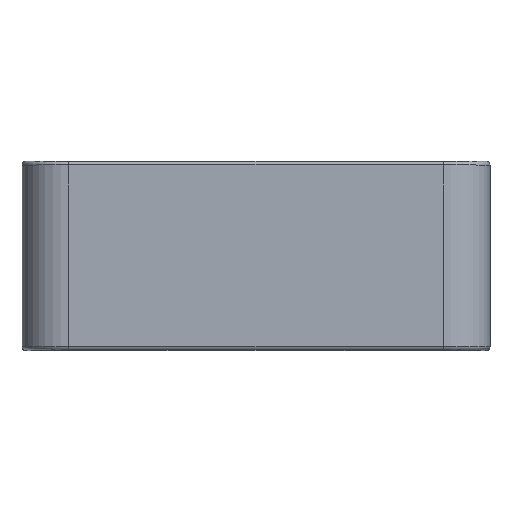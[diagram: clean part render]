
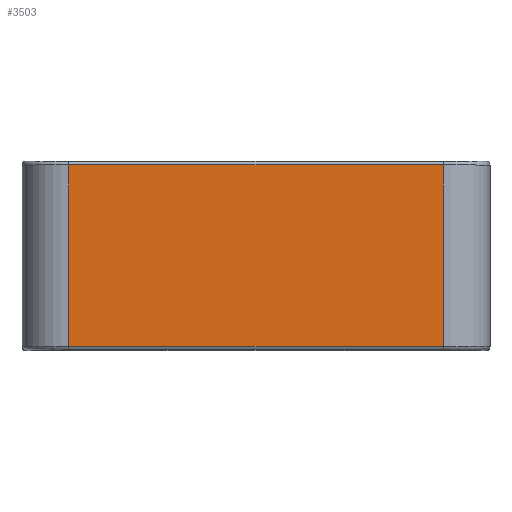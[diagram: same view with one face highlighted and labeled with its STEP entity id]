
A CAD part, top view. The second image highlights one B-rep face of the part: STEP entity #3503.
In plain terms, the highlighted planar face has unit normal (0, 0, 1).
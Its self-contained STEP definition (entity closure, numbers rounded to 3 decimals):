
#1102=DIRECTION('',(-1.,0.,0.));
#1103=VECTOR('',#1102,20.1);
#1104=CARTESIAN_POINT('',(10.05,0.2,12.55));
#1105=LINE('',#1104,#1103);
#1209=DIRECTION('',(1.,0.,0.));
#1210=VECTOR('',#1209,20.1);
#1211=CARTESIAN_POINT('',(-10.05,9.92,12.55));
#1212=LINE('',#1211,#1210);
#1269=DIRECTION('',(0.,-1.,0.));
#1270=VECTOR('',#1269,9.72);
#1271=CARTESIAN_POINT('',(10.05,9.92,12.55));
#1272=LINE('',#1271,#1270);
#1281=DIRECTION('',(0.,-1.,0.));
#1282=VECTOR('',#1281,9.72);
#1283=CARTESIAN_POINT('',(-10.05,9.92,12.55));
#1284=LINE('',#1283,#1282);
#1874=CARTESIAN_POINT('',(10.05,9.92,12.55));
#1875=VERTEX_POINT('',#1874);
#1878=CARTESIAN_POINT('',(-10.05,9.92,12.55));
#1879=VERTEX_POINT('',#1878);
#1928=CARTESIAN_POINT('',(10.05,0.2,12.55));
#1929=VERTEX_POINT('',#1928);
#1932=CARTESIAN_POINT('',(-10.05,0.2,12.55));
#1933=VERTEX_POINT('',#1932);
#3491=CARTESIAN_POINT('',(-12.55,0.,12.55));
#3492=DIRECTION('',(0.,0.,1.));
#3493=DIRECTION('',(1.,0.,0.));
#3494=AXIS2_PLACEMENT_3D('',#3491,#3492,#3493);
#3495=PLANE('',#3494);
#3496=ORIENTED_EDGE('',*,*,#3294,.T.);
#3498=ORIENTED_EDGE('',*,*,#3497,.F.);
#3499=ORIENTED_EDGE('',*,*,#3405,.T.);
#3500=ORIENTED_EDGE('',*,*,#3484,.T.);
#3501=EDGE_LOOP('',(#3496,#3498,#3499,#3500));
#3502=FACE_OUTER_BOUND('',#3501,.F.);
#3503=ADVANCED_FACE('',(#3502),#3495,.T.);
#3294=EDGE_CURVE('',#1929,#1933,#1105,.T.);
#3405=EDGE_CURVE('',#1879,#1875,#1212,.T.);
#3484=EDGE_CURVE('',#1875,#1929,#1272,.T.);
#3497=EDGE_CURVE('',#1879,#1933,#1284,.T.);
